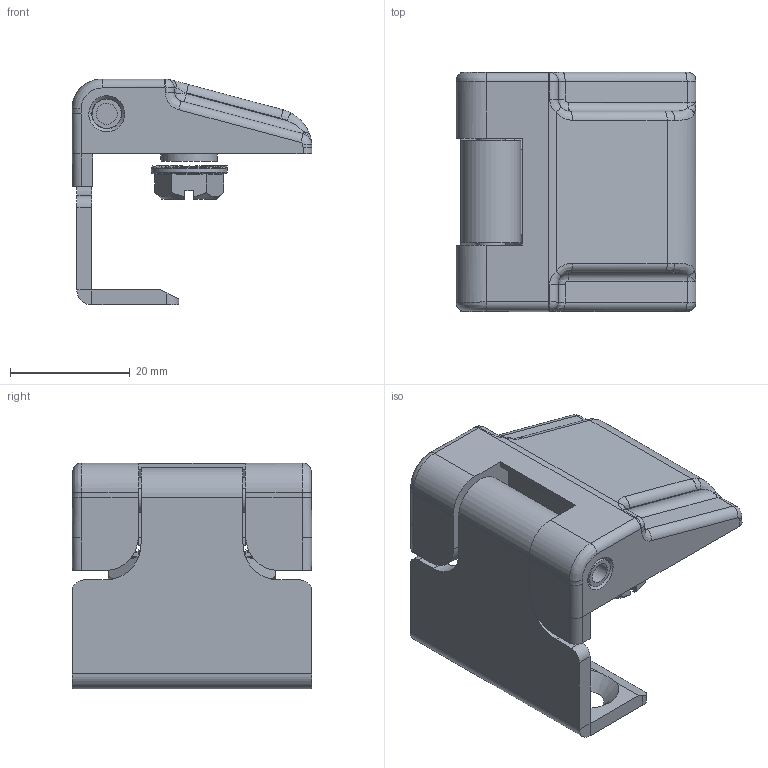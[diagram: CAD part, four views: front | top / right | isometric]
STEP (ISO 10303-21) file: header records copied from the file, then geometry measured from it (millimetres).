
FILE_DESCRIPTION (( 'STEP AP203' ), '1' );
FILE_NAME ('MK20.5.V2.25.BOYALI.STEP', '2022-06-13T13:47:55', ( '' ), ( '' ), 'SwSTEP 2.0', 'SolidWorks 2021', '' );
FILE_SCHEMA (( 'CONFIG_CONTROL_DESIGN' ));
Length unit declared in the file: millimetre
Products named in the file (1): MK20.5.V2.25.BOYALI
Bounding box: 40.06 x 40 x 37.7 mm (x, y, z)
Surface area: 11210 mm2 (no closed solid volume)
Topology: 0 solids, 38 shells, 309 faces, 859 edges, 578 vertices
Faces by surface type: plane 185, cylinder 61, bspline 29, cone 18, torus 14, sphere 2
Entity records: 11304 total; most frequent: CARTESIAN_POINT 4149, ORIENTED_EDGE 1498, DIRECTION 1233, EDGE_CURVE 859, VERTEX_POINT 578, LINE 431, VECTOR 431, AXIS2_PLACEMENT_3D 401
